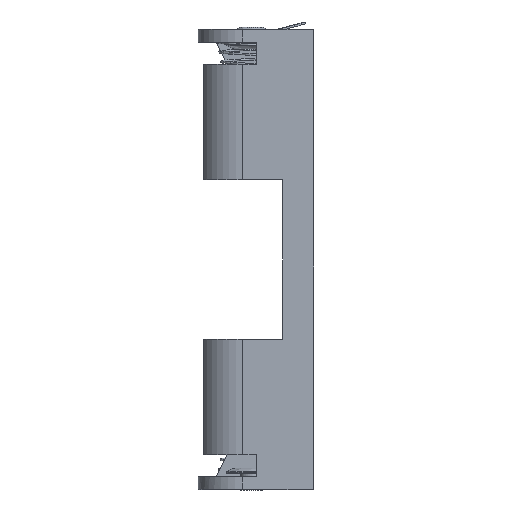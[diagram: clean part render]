
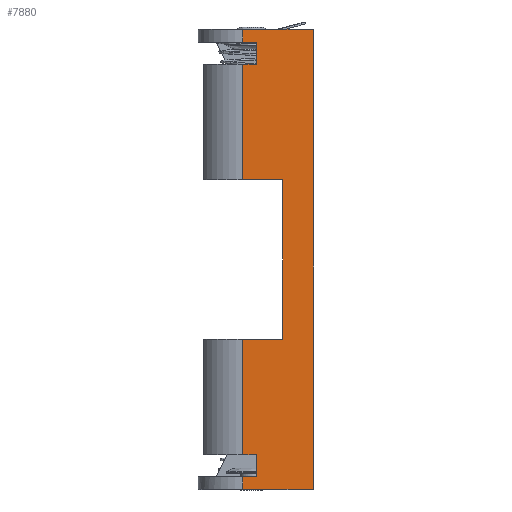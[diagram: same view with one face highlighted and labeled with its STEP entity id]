
A CAD part, left-side view. The second image highlights one B-rep face of the part: STEP entity #7880.
In plain terms, the highlighted planar face has unit normal (-1, 0, 0).
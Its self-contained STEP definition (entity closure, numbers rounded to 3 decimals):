
#54 = VERTEX_POINT ( 'NONE', #4556 ) ;
#114 = DIRECTION ( 'NONE',  ( 0., 0., -1. ) ) ;
#187 = DIRECTION ( 'NONE',  ( 0., -1., 0. ) ) ;
#208 = VERTEX_POINT ( 'NONE', #6309 ) ;
#279 = CARTESIAN_POINT ( 'NONE',  ( -12.25, 8., 0. ) ) ;
#337 = DIRECTION ( 'NONE',  ( 0., 0., -1. ) ) ;
#452 = LINE ( 'NONE', #279, #6398 ) ;
#478 = VERTEX_POINT ( 'NONE', #12023 ) ;
#592 = CARTESIAN_POINT ( 'NONE',  ( -12.25, 8., -22.003 ) ) ;
#731 = DIRECTION ( 'NONE',  ( 0., -1., 0. ) ) ;
#796 = CARTESIAN_POINT ( 'NONE',  ( -12.25, 0., 24.5 ) ) ;
#889 = LINE ( 'NONE', #7727, #8716 ) ;
#895 = EDGE_LOOP ( 'NONE', ( #4443, #2870, #3612, #10777, #2396, #3649, #8555, #6684, #10948, #8936, #7034, #11741, #10122, #7816, #11852, #10006 ) ) ;
#949 = VECTOR ( 'NONE', #7795, 1000. ) ;
#995 = VERTEX_POINT ( 'NONE', #4135 ) ;
#1001 = VERTEX_POINT ( 'NONE', #9729 ) ;
#1040 = LINE ( 'NONE', #3020, #949 ) ;
#1080 = CARTESIAN_POINT ( 'NONE',  ( -12.25, 6.451, 0. ) ) ;
#1248 = DIRECTION ( 'NONE',  ( 0., 0., 1. ) ) ;
#1499 = DIRECTION ( 'NONE',  ( 0., 0., -1. ) ) ;
#1758 = CARTESIAN_POINT ( 'NONE',  ( -12.25, 0.05, -25.95 ) ) ;
#1773 = LINE ( 'NONE', #9321, #11412 ) ;
#1802 = VERTEX_POINT ( 'NONE', #592 ) ;
#1825 = VERTEX_POINT ( 'NONE', #10192 ) ;
#1869 = VECTOR ( 'NONE', #10383, 1000. ) ;
#2013 = EDGE_CURVE ( 'NONE', #1825, #995, #6809, .T. ) ;
#2137 = VECTOR ( 'NONE', #7439, 1000. ) ;
#2145 = VERTEX_POINT ( 'NONE', #5164 ) ;
#2288 = EDGE_CURVE ( 'NONE', #3514, #6539, #8285, .T. ) ;
#2361 = DIRECTION ( 'NONE',  ( 0., 1., 0. ) ) ;
#2396 = ORIENTED_EDGE ( 'NONE', *, *, #9873, .F. ) ;
#2669 = DIRECTION ( 'NONE',  ( 0., 0., -1. ) ) ;
#2870 = ORIENTED_EDGE ( 'NONE', *, *, #9738, .T. ) ;
#3020 = CARTESIAN_POINT ( 'NONE',  ( -12.25, 0., -9.003 ) ) ;
#3050 = VERTEX_POINT ( 'NONE', #10739 ) ;
#3089 = EDGE_CURVE ( 'NONE', #4951, #2145, #452, .T. ) ;
#3188 = LINE ( 'NONE', #10515, #4115 ) ;
#3312 = LINE ( 'NONE', #5988, #5447 ) ;
#3313 = VECTOR ( 'NONE', #2669, 1000. ) ;
#3349 = CARTESIAN_POINT ( 'NONE',  ( -12.25, 8., 0. ) ) ;
#3514 = VERTEX_POINT ( 'NONE', #6482 ) ;
#3612 = ORIENTED_EDGE ( 'NONE', *, *, #5707, .F. ) ;
#3617 = EDGE_CURVE ( 'NONE', #1802, #208, #3312, .T. ) ;
#3649 = ORIENTED_EDGE ( 'NONE', *, *, #12078, .T. ) ;
#3657 = DIRECTION ( 'NONE',  ( 0., -1., 0. ) ) ;
#3684 = CARTESIAN_POINT ( 'NONE',  ( -12.25, 6.451, -24.5 ) ) ;
#3820 = LINE ( 'NONE', #12094, #2137 ) ;
#3847 = EDGE_CURVE ( 'NONE', #3050, #1001, #11133, .T. ) ;
#3849 = LINE ( 'NONE', #5792, #1869 ) ;
#3952 = FACE_OUTER_BOUND ( 'NONE', #895, .T. ) ;
#3980 = EDGE_CURVE ( 'NONE', #54, #1802, #10998, .T. ) ;
#4085 = VECTOR ( 'NONE', #1499, 1000. ) ;
#4115 = VECTOR ( 'NONE', #11638, 1000. ) ;
#4135 = CARTESIAN_POINT ( 'NONE',  ( -12.25, 8., -24.5 ) ) ;
#4233 = EDGE_CURVE ( 'NONE', #208, #478, #7309, .T. ) ;
#4443 = ORIENTED_EDGE ( 'NONE', *, *, #2013, .F. ) ;
#4556 = CARTESIAN_POINT ( 'NONE',  ( -12.25, 8., -9.003 ) ) ;
#4698 = CARTESIAN_POINT ( 'NONE',  ( -12.25, 8., 22. ) ) ;
#4711 = DIRECTION ( 'NONE',  ( 0., 1., 0. ) ) ;
#4951 = VERTEX_POINT ( 'NONE', #4698 ) ;
#5147 = EDGE_CURVE ( 'NONE', #8373, #54, #1040, .T. ) ;
#5164 = CARTESIAN_POINT ( 'NONE',  ( -12.25, 8., 9. ) ) ;
#5168 = DIRECTION ( 'NONE',  ( 0., 0., 1. ) ) ;
#5179 = CARTESIAN_POINT ( 'NONE',  ( -12.25, 8., 24.5 ) ) ;
#5447 = VECTOR ( 'NONE', #9762, 1000. ) ;
#5451 = VECTOR ( 'NONE', #114, 1000. ) ;
#5529 = PLANE ( 'NONE',  #7534 ) ;
#5707 = EDGE_CURVE ( 'NONE', #3514, #8174, #3820, .T. ) ;
#5792 = CARTESIAN_POINT ( 'NONE',  ( -12.25, 6.451, 22. ) ) ;
#5976 = EDGE_CURVE ( 'NONE', #6976, #8373, #3188, .T. ) ;
#5988 = CARTESIAN_POINT ( 'NONE',  ( -12.25, 13.951, -22.003 ) ) ;
#6158 = CARTESIAN_POINT ( 'NONE',  ( -12.25, 8., 0. ) ) ;
#6206 = EDGE_CURVE ( 'NONE', #478, #995, #11200, .T. ) ;
#6309 = CARTESIAN_POINT ( 'NONE',  ( -12.25, 6.451, -22.003 ) ) ;
#6398 = VECTOR ( 'NONE', #337, 1000. ) ;
#6409 = CARTESIAN_POINT ( 'NONE',  ( -12.25, 8., 25.95 ) ) ;
#6482 = CARTESIAN_POINT ( 'NONE',  ( -12.25, 0.05, 25.95 ) ) ;
#6539 = VERTEX_POINT ( 'NONE', #6409 ) ;
#6684 = ORIENTED_EDGE ( 'NONE', *, *, #8497, .T. ) ;
#6809 = LINE ( 'NONE', #9860, #8158 ) ;
#6856 = DIRECTION ( 'NONE',  ( -1., 0., 0. ) ) ;
#6894 = EDGE_CURVE ( 'NONE', #2145, #6976, #1773, .T. ) ;
#6976 = VERTEX_POINT ( 'NONE', #9495 ) ;
#7034 = ORIENTED_EDGE ( 'NONE', *, *, #5976, .T. ) ;
#7309 = LINE ( 'NONE', #11041, #3313 ) ;
#7439 = DIRECTION ( 'NONE',  ( 0., 0., -1. ) ) ;
#7465 = VECTOR ( 'NONE', #4711, 1000. ) ;
#7534 = AXIS2_PLACEMENT_3D ( 'NONE', #10729, #6856, #5168 ) ;
#7727 = CARTESIAN_POINT ( 'NONE',  ( -12.25, 0., -25.95 ) ) ;
#7795 = DIRECTION ( 'NONE',  ( 0., 1., 0. ) ) ;
#7816 = ORIENTED_EDGE ( 'NONE', *, *, #3617, .T. ) ;
#7880 = ADVANCED_FACE ( 'NONE', ( #3952 ), #5529, .T. ) ;
#8158 = VECTOR ( 'NONE', #8656, 1000. ) ;
#8174 = VERTEX_POINT ( 'NONE', #1758 ) ;
#8285 = LINE ( 'NONE', #8944, #9307 ) ;
#8373 = VERTEX_POINT ( 'NONE', #11892 ) ;
#8497 = EDGE_CURVE ( 'NONE', #1001, #4951, #3849, .T. ) ;
#8555 = ORIENTED_EDGE ( 'NONE', *, *, #3847, .T. ) ;
#8656 = DIRECTION ( 'NONE',  ( 0., 0., 1. ) ) ;
#8716 = VECTOR ( 'NONE', #187, 1000. ) ;
#8784 = VERTEX_POINT ( 'NONE', #5179 ) ;
#8936 = ORIENTED_EDGE ( 'NONE', *, *, #6894, .T. ) ;
#8944 = CARTESIAN_POINT ( 'NONE',  ( -12.25, 0., 25.95 ) ) ;
#9307 = VECTOR ( 'NONE', #2361, 1000. ) ;
#9321 = CARTESIAN_POINT ( 'NONE',  ( -12.25, 0., 9. ) ) ;
#9495 = CARTESIAN_POINT ( 'NONE',  ( -12.25, 3.485, 9. ) ) ;
#9729 = CARTESIAN_POINT ( 'NONE',  ( -12.25, 6.451, 22. ) ) ;
#9738 = EDGE_CURVE ( 'NONE', #1825, #8174, #889, .T. ) ;
#9762 = DIRECTION ( 'NONE',  ( 0., -1., 0. ) ) ;
#9860 = CARTESIAN_POINT ( 'NONE',  ( -12.25, 8., 0. ) ) ;
#9873 = EDGE_CURVE ( 'NONE', #8784, #6539, #10748, .T. ) ;
#10006 = ORIENTED_EDGE ( 'NONE', *, *, #6206, .T. ) ;
#10122 = ORIENTED_EDGE ( 'NONE', *, *, #3980, .T. ) ;
#10192 = CARTESIAN_POINT ( 'NONE',  ( -12.25, 8., -25.95 ) ) ;
#10383 = DIRECTION ( 'NONE',  ( 0., 1., 0. ) ) ;
#10515 = CARTESIAN_POINT ( 'NONE',  ( -12.25, 3.485, 0. ) ) ;
#10729 = CARTESIAN_POINT ( 'NONE',  ( -12.25, 0., 0. ) ) ;
#10739 = CARTESIAN_POINT ( 'NONE',  ( -12.25, 6.451, 24.5 ) ) ;
#10748 = LINE ( 'NONE', #3349, #11279 ) ;
#10777 = ORIENTED_EDGE ( 'NONE', *, *, #2288, .T. ) ;
#10948 = ORIENTED_EDGE ( 'NONE', *, *, #3089, .T. ) ;
#10998 = LINE ( 'NONE', #6158, #4085 ) ;
#11041 = CARTESIAN_POINT ( 'NONE',  ( -12.25, 6.451, 0. ) ) ;
#11133 = LINE ( 'NONE', #1080, #5451 ) ;
#11200 = LINE ( 'NONE', #3684, #7465 ) ;
#11279 = VECTOR ( 'NONE', #1248, 1000. ) ;
#11412 = VECTOR ( 'NONE', #3657, 1000. ) ;
#11638 = DIRECTION ( 'NONE',  ( 0., 0., -1. ) ) ;
#11741 = ORIENTED_EDGE ( 'NONE', *, *, #5147, .T. ) ;
#11852 = ORIENTED_EDGE ( 'NONE', *, *, #4233, .T. ) ;
#11892 = CARTESIAN_POINT ( 'NONE',  ( -12.25, 3.485, -9.003 ) ) ;
#12004 = VECTOR ( 'NONE', #731, 1000. ) ;
#12023 = CARTESIAN_POINT ( 'NONE',  ( -12.25, 6.451, -24.5 ) ) ;
#12065 = LINE ( 'NONE', #796, #12004 ) ;
#12078 = EDGE_CURVE ( 'NONE', #8784, #3050, #12065, .T. ) ;
#12094 = CARTESIAN_POINT ( 'NONE',  ( -12.25, 0.05, 0. ) ) ;
